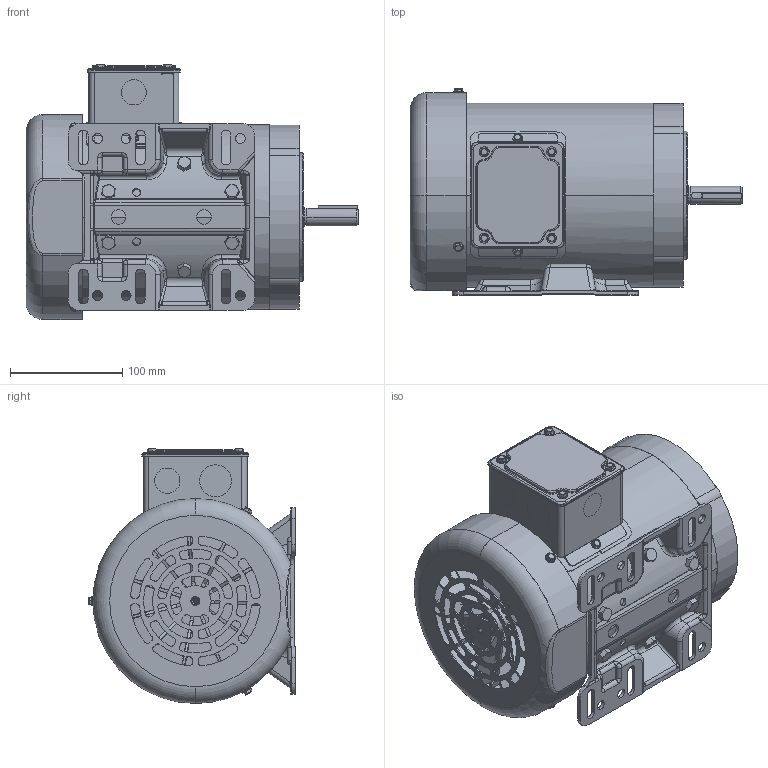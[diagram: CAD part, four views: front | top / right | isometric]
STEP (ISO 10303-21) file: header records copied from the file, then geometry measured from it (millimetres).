
FILE_DESCRIPTION (( 'STEP AP203' ), '1' );
FILE_NAME ('NS56C1-2,2-2,3-2,4-2,5-2,1-4,2-4,3-4.STEP', '2016-01-12T03:00:57', ( 'USER' ), ( 'CHINA' ), 'SwSTEP 2.0', 'SolidWorks 2014', '' );
FILE_SCHEMA (( 'CONFIG_CONTROL_DESIGN' ));
Length unit declared in the file: millimetre
Products named in the file (1): NS56C1-2,2-2,3-2,4-2,5-2,1-4,2-4,3-4
Bounding box: 295.5 x 183.73 x 227.03 mm (x, y, z)
Volume: 795708 mm3; surface area: 629891.1 mm2
Topology: 37 solids, 37 shells, 2795 faces, 7060 edges, 4331 vertices
Faces by surface type: cylinder 903, plane 779, bspline 610, cone 225, torus 172, sphere 106
Entity records: 111327 total; most frequent: CARTESIAN_POINT 48854, ORIENTED_EDGE 13974, DIRECTION 11931, EDGE_CURVE 6987, AXIS2_PLACEMENT_3D 4785, VERTEX_POINT 4329, EDGE_LOOP 3064, ADVANCED_FACE 2795
